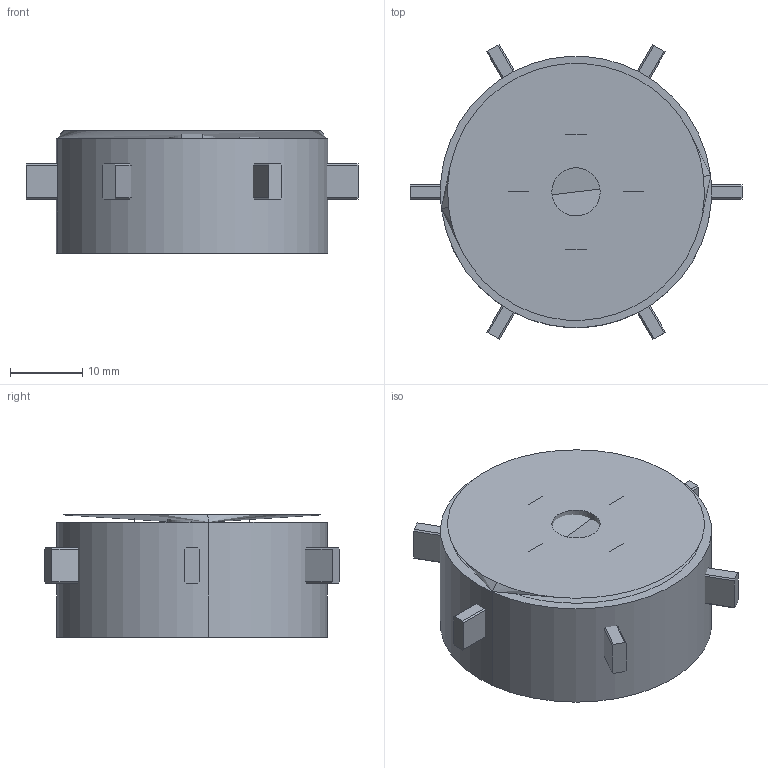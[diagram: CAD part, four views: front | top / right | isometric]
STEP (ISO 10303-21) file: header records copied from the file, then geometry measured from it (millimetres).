
FILE_DESCRIPTION(/* description */ (''),/* implementation_level */ '2;1');
FILE_NAME(/* name */ 'ratation',/* time_stamp */ '2023-05-20T19:25:11+08:00',/* author */ (''),/* organization */ (''),/* preprocessor_version */ 'ST-DEVELOPER v16.5',/* originating_system */ 'Rhino 7.28',/* authorisation */ '');
FILE_SCHEMA (('CONFIG_CONTROL_DESIGN'));
Length unit declared in the file: millimetre
Products named in the file (1): Document
Bounding box: 46.11 x 40.94 x 16.97 mm (x, y, z)
Volume: 3899.3 mm3; surface area: 6751.9 mm2
Topology: 8 solids, 8 shells, 82 faces, 201 edges, 135 vertices
Faces by surface type: plane 40, cylinder 40, bspline 2
Entity records: 2280 total; most frequent: CARTESIAN_POINT 825, ORIENTED_EDGE 392, EDGE_CURVE 196, VERTEX_POINT 130, B_SPLINE_CURVE_WITH_KNOTS 112, EDGE_LOOP 94, DIRECTION 87, AXIS2_PLACEMENT_3D 83
